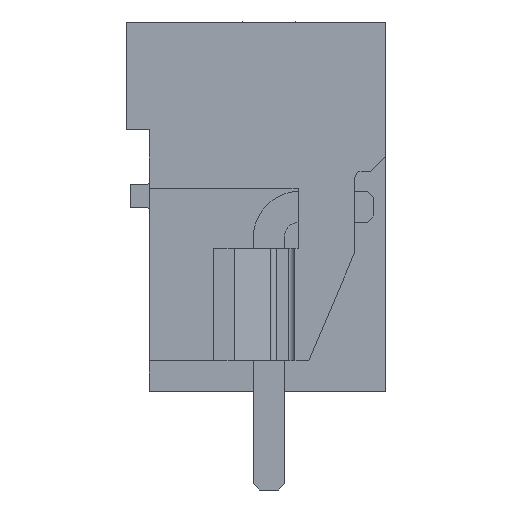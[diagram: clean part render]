
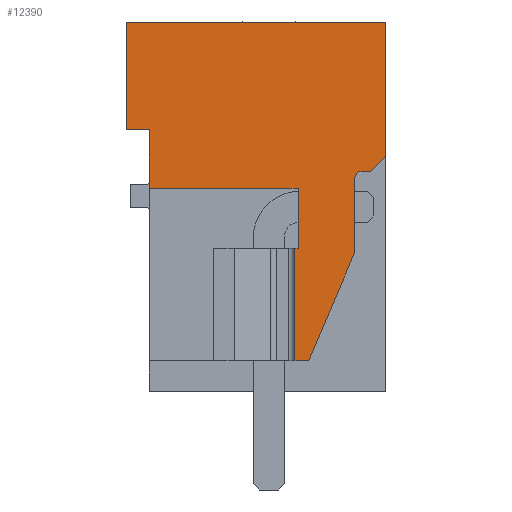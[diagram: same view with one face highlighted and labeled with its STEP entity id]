
A CAD part, left-side view. The second image highlights one B-rep face of the part: STEP entity #12390.
In plain terms, the highlighted planar face has unit normal (-1, 0, 0).
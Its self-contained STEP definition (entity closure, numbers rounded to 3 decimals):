
#12303=AXIS2_PLACEMENT_3D('Plane Axis2P3D',#12300,#12301,#12302) ;
#12356=AXIS2_PLACEMENT_3D('Circle Axis2P3D',#12354,#12355,$) ;
#63=CARTESIAN_POINT('Vertex',(0.,0.,15.2)) ;
#66=CARTESIAN_POINT('Line Origine',(0.,0.,13.023)) ;
#70=CARTESIAN_POINT('Vertex',(0.,0.,10.846)) ;
#147=CARTESIAN_POINT('Vertex',(0.,8.43,15.2)) ;
#150=CARTESIAN_POINT('Line Origine',(0.,4.215,15.2)) ;
#2111=CARTESIAN_POINT('Vertex',(0.,8.43,11.7)) ;
#2114=CARTESIAN_POINT('Line Origine',(0.,8.43,13.45)) ;
#2932=CARTESIAN_POINT('Vertex',(0.,7.68,9.8)) ;
#2935=CARTESIAN_POINT('Line Origine',(0.,7.68,10.75)) ;
#2939=CARTESIAN_POINT('Vertex',(0.,7.68,11.7)) ;
#12248=CARTESIAN_POINT('Line Origine',(0.,8.055,11.7)) ;
#12300=CARTESIAN_POINT('Axis2P3D Location',(0.,0.,0.)) ;
#12305=CARTESIAN_POINT('Line Origine',(0.,5.265,9.8)) ;
#12309=CARTESIAN_POINT('Vertex',(0.,2.85,9.8)) ;
#12312=CARTESIAN_POINT('Line Origine',(0.,2.85,8.825)) ;
#12316=CARTESIAN_POINT('Vertex',(0.,2.85,7.85)) ;
#12319=CARTESIAN_POINT('Line Origine',(0.,2.9,7.85)) ;
#12323=CARTESIAN_POINT('Vertex',(0.,2.95,7.85)) ;
#12326=CARTESIAN_POINT('Line Origine',(0.,2.95,6.025)) ;
#12330=CARTESIAN_POINT('Vertex',(0.,2.95,4.2)) ;
#12333=CARTESIAN_POINT('Line Origine',(0.,2.725,4.2)) ;
#12337=CARTESIAN_POINT('Vertex',(0.,2.5,4.2)) ;
#12340=CARTESIAN_POINT('Line Origine',(0.,1.75,5.968)) ;
#12344=CARTESIAN_POINT('Vertex',(0.,1.,7.736)) ;
#12347=CARTESIAN_POINT('Line Origine',(0.,1.,8.941)) ;
#12351=CARTESIAN_POINT('Vertex',(0.,1.,10.146)) ;
#12354=CARTESIAN_POINT('Axis2P3D Location',(0.,0.8,10.146)) ;
#12358=CARTESIAN_POINT('Vertex',(0.,0.8,10.346)) ;
#12361=CARTESIAN_POINT('Line Origine',(0.,0.65,10.346)) ;
#12365=CARTESIAN_POINT('Vertex',(0.,0.5,10.346)) ;
#12368=CARTESIAN_POINT('Line Origine',(0.,0.25,10.596)) ;
#67=DIRECTION('Vector Direction',(0.,0.,-1.)) ;
#151=DIRECTION('Vector Direction',(0.,-1.,0.)) ;
#2115=DIRECTION('Vector Direction',(0.,0.,-1.)) ;
#2936=DIRECTION('Vector Direction',(0.,0.,-1.)) ;
#12249=DIRECTION('Vector Direction',(0.,-1.,0.)) ;
#12301=DIRECTION('Axis2P3D Direction',(-1.,0.,0.)) ;
#12302=DIRECTION('Axis2P3D XDirection',(0.,0.,1.)) ;
#12306=DIRECTION('Vector Direction',(0.,1.,0.)) ;
#12313=DIRECTION('Vector Direction',(0.,0.,-1.)) ;
#12320=DIRECTION('Vector Direction',(0.,-1.,0.)) ;
#12327=DIRECTION('Vector Direction',(0.,0.,1.)) ;
#12334=DIRECTION('Vector Direction',(0.,-1.,0.)) ;
#12341=DIRECTION('Vector Direction',(0.,-0.391,0.921)) ;
#12348=DIRECTION('Vector Direction',(0.,0.,1.)) ;
#12355=DIRECTION('Axis2P3D Direction',(-1.,0.,0.)) ;
#12362=DIRECTION('Vector Direction',(0.,-1.,0.)) ;
#12369=DIRECTION('Vector Direction',(0.,-0.707,0.707)) ;
#68=VECTOR('Line Direction',#67,1.) ;
#152=VECTOR('Line Direction',#151,1.) ;
#2116=VECTOR('Line Direction',#2115,1.) ;
#2937=VECTOR('Line Direction',#2936,1.) ;
#12250=VECTOR('Line Direction',#12249,1.) ;
#12307=VECTOR('Line Direction',#12306,1.) ;
#12314=VECTOR('Line Direction',#12313,1.) ;
#12321=VECTOR('Line Direction',#12320,1.) ;
#12328=VECTOR('Line Direction',#12327,1.) ;
#12335=VECTOR('Line Direction',#12334,1.) ;
#12342=VECTOR('Line Direction',#12341,1.) ;
#12349=VECTOR('Line Direction',#12348,1.) ;
#12363=VECTOR('Line Direction',#12362,1.) ;
#12370=VECTOR('Line Direction',#12369,1.) ;
#12374=ORIENTED_EDGE('',*,*,#72,.T.) ;
#12375=ORIENTED_EDGE('',*,*,#154,.T.) ;
#12376=ORIENTED_EDGE('',*,*,#2118,.T.) ;
#12377=ORIENTED_EDGE('',*,*,#12252,.T.) ;
#12378=ORIENTED_EDGE('',*,*,#2941,.T.) ;
#12379=ORIENTED_EDGE('',*,*,#12311,.F.) ;
#12380=ORIENTED_EDGE('',*,*,#12318,.F.) ;
#12381=ORIENTED_EDGE('',*,*,#12325,.F.) ;
#12382=ORIENTED_EDGE('',*,*,#12332,.F.) ;
#12383=ORIENTED_EDGE('',*,*,#12339,.F.) ;
#12384=ORIENTED_EDGE('',*,*,#12346,.F.) ;
#12385=ORIENTED_EDGE('',*,*,#12353,.F.) ;
#12386=ORIENTED_EDGE('',*,*,#12360,.F.) ;
#12387=ORIENTED_EDGE('',*,*,#12367,.F.) ;
#12388=ORIENTED_EDGE('',*,*,#12372,.F.) ;
#12390=ADVANCED_FACE('HOUSING',(#12389),#12304,.T.) ;
#12357=CIRCLE('generated circle',#12356,0.2) ;
#72=EDGE_CURVE('',#71,#64,#69,.F.) ;
#154=EDGE_CURVE('',#64,#148,#153,.F.) ;
#2118=EDGE_CURVE('',#148,#2112,#2117,.T.) ;
#2941=EDGE_CURVE('',#2940,#2933,#2938,.T.) ;
#12252=EDGE_CURVE('',#2112,#2940,#12251,.T.) ;
#12311=EDGE_CURVE('',#12310,#2933,#12308,.T.) ;
#12318=EDGE_CURVE('',#12317,#12310,#12315,.F.) ;
#12325=EDGE_CURVE('',#12324,#12317,#12322,.T.) ;
#12332=EDGE_CURVE('',#12331,#12324,#12329,.T.) ;
#12339=EDGE_CURVE('',#12338,#12331,#12336,.F.) ;
#12346=EDGE_CURVE('',#12345,#12338,#12343,.F.) ;
#12353=EDGE_CURVE('',#12352,#12345,#12350,.F.) ;
#12360=EDGE_CURVE('',#12359,#12352,#12357,.T.) ;
#12367=EDGE_CURVE('',#12366,#12359,#12364,.F.) ;
#12372=EDGE_CURVE('',#71,#12366,#12371,.F.) ;
#12373=EDGE_LOOP('',(#12374,#12375,#12376,#12377,#12378,#12379,#12380,#12381,#12382,#12383,#12384,#12385,#12386,#12387,#12388)) ;
#12389=FACE_OUTER_BOUND('',#12373,.T.) ;
#69=LINE('Line',#66,#68) ;
#153=LINE('Line',#150,#152) ;
#2117=LINE('Line',#2114,#2116) ;
#2938=LINE('Line',#2935,#2937) ;
#12251=LINE('Line',#12248,#12250) ;
#12308=LINE('Line',#12305,#12307) ;
#12315=LINE('Line',#12312,#12314) ;
#12322=LINE('Line',#12319,#12321) ;
#12329=LINE('Line',#12326,#12328) ;
#12336=LINE('Line',#12333,#12335) ;
#12343=LINE('Line',#12340,#12342) ;
#12350=LINE('Line',#12347,#12349) ;
#12364=LINE('Line',#12361,#12363) ;
#12371=LINE('Line',#12368,#12370) ;
#12304=PLANE('',#12303) ;
#64=VERTEX_POINT('',#63) ;
#71=VERTEX_POINT('',#70) ;
#148=VERTEX_POINT('',#147) ;
#2112=VERTEX_POINT('',#2111) ;
#2933=VERTEX_POINT('',#2932) ;
#2940=VERTEX_POINT('',#2939) ;
#12310=VERTEX_POINT('',#12309) ;
#12317=VERTEX_POINT('',#12316) ;
#12324=VERTEX_POINT('',#12323) ;
#12331=VERTEX_POINT('',#12330) ;
#12338=VERTEX_POINT('',#12337) ;
#12345=VERTEX_POINT('',#12344) ;
#12352=VERTEX_POINT('',#12351) ;
#12359=VERTEX_POINT('',#12358) ;
#12366=VERTEX_POINT('',#12365) ;
